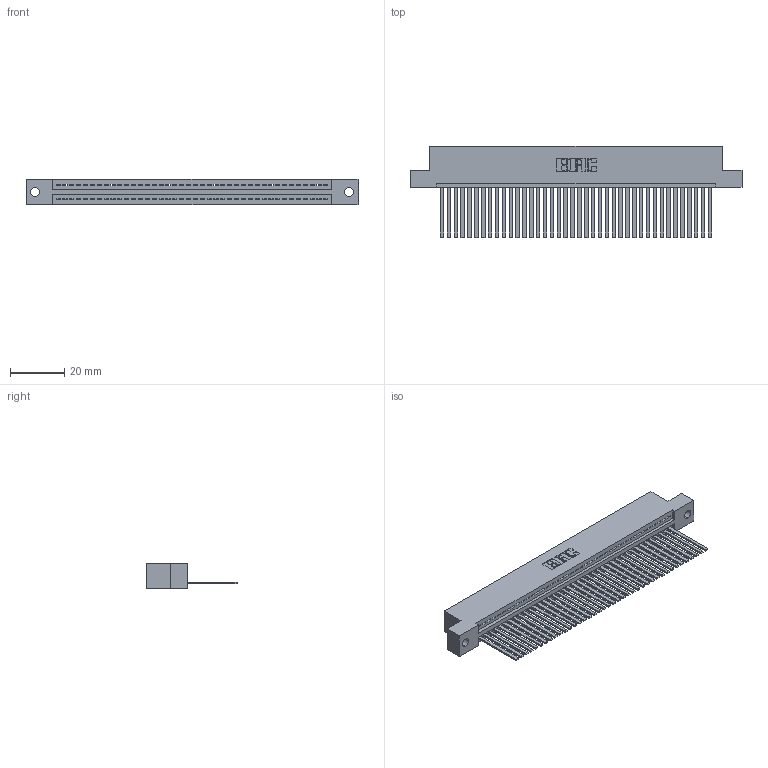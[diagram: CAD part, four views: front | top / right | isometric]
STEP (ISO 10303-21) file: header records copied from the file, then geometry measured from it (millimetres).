
FILE_DESCRIPTION (( 'STEP AP203' ), '1' );
FILE_NAME ('345-040-544-102.STEP', '2019-10-08T10:13:22', ( '' ), ( '' ), 'SwSTEP 2.0', 'SolidWorks 2016', '' );
FILE_SCHEMA (( 'CONFIG_CONTROL_DESIGN' ));
Length unit declared in the file: inch
Products named in the file (3): 345 Part_Flush Mounting Lugs - 0.128 Dia; 345-292-001_345-293-144; 345-040-544-102
Assembly tree (41 placements, depth 2):
  345-040-544-102
    345 Part_Flush Mounting Lugs - 0.128 Dia
    345-292-001_345-293-144  x40
Bounding box: 122.81 x 33.96 x 9.4 mm (x, y, z)
Volume: 12074.7 mm3; surface area: 17138.2 mm2
Topology: 41 solids, 41 shells, 2206 faces, 6661 edges, 4386 vertices
Faces by surface type: plane 1520, cylinder 686
Entity records: 30193 total; most frequent: CARTESIAN_POINT 5236, ORIENTED_EDGE 5210, DIRECTION 4573, EDGE_CURVE 2605, VECTOR 2317, LINE 2317, VERTEX_POINT 1734, AXIS2_PLACEMENT_3D 1128
